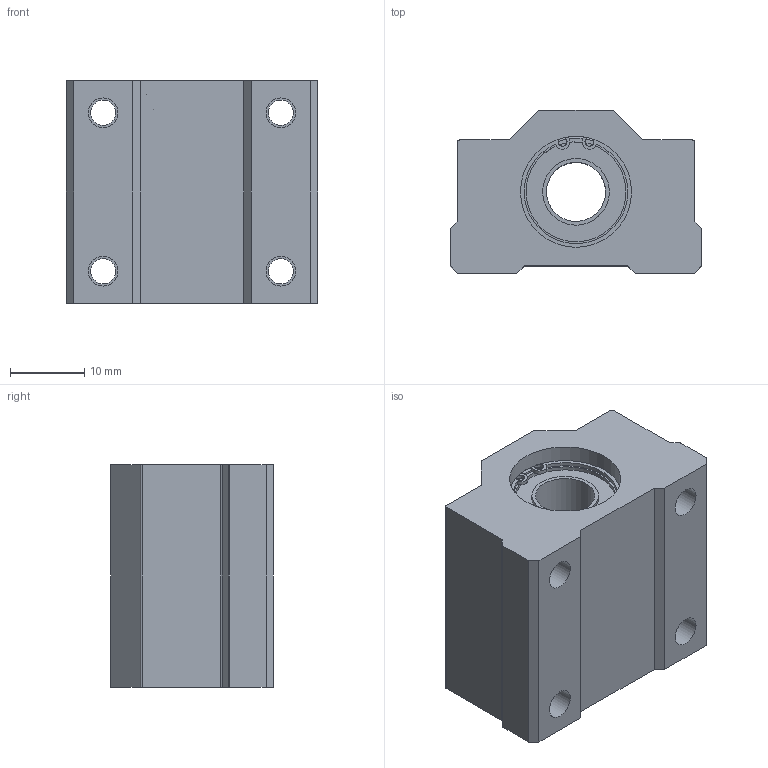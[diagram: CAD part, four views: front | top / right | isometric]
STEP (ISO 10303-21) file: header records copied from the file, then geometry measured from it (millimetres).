
FILE_DESCRIPTION(/* description */ (''),/* implementation_level */ '2;1');
FILE_NAME(/* name */ 'SCS8UU.stp',/* time_stamp */ '2018-10-27T13:32:57-03:00',/* author */ ('Thiago'),/* organization */ (''),/* preprocessor_version */ 'ST-DEVELOPER v16.5',/* originating_system */ 'Autodesk Inventor 2017',/* authorisation */ '');
FILE_SCHEMA (('AUTOMOTIVE_DESIGN { 1 0 10303 214 3 1 1 }'));
Length unit declared in the file: millimetre
Products named in the file (4): SCS8UU; SCS8UU_1; Lm8uu; SCS8UU Anel de Vedação
Assembly tree (4 placements, depth 2):
  SCS8UU
    SCS8UU_1
    Lm8uu
    SCS8UU Anel de Vedação  x2
Bounding box: 34 x 22 x 30 mm (x, y, z)
Volume: 14043.8 mm3; surface area: 10398.4 mm2
Topology: 4 solids, 5 shells, 89 faces, 193 edges, 130 vertices
Faces by surface type: plane 44, cylinder 43, cone 2
Full cylindrical faces by diameter (mm): 1.2 x4, 3.4 x4, 4 x4, 8 x1, 9 x3, 13.5 x3, 14 x2, 15 x6, 16 x2
Entity records: 2228 total; most frequent: DIRECTION 394, CARTESIAN_POINT 341, ORIENTED_EDGE 280, AXIS2_PLACEMENT_3D 165, EDGE_LOOP 144, EDGE_CURVE 140, VERTEX_POINT 112, FACE_OUTER_BOUND 81
